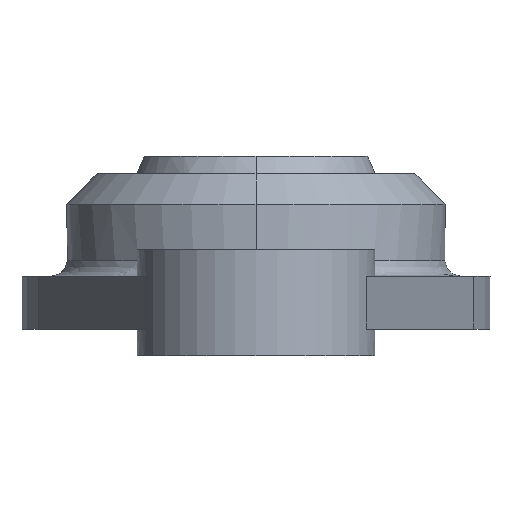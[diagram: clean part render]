
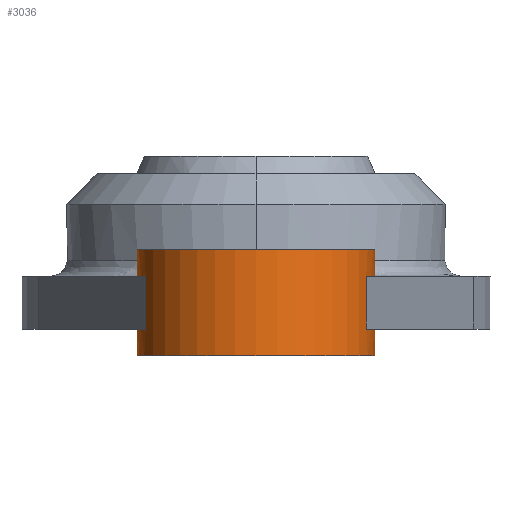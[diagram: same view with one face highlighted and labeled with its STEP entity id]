
A CAD part, left-side view. The second image highlights one B-rep face of the part: STEP entity #3036.
In plain terms, the highlighted cylindrical face has radius 7.85 mm (diameter 15.7 mm), a partial arc.
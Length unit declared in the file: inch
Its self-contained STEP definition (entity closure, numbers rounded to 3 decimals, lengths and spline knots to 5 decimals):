
#1 = DIRECTION ( 'NONE',  ( 1., 0., 0. ) ) ;
#140 = DIRECTION ( 'NONE',  ( 1., 0., 0. ) ) ;
#150 = LINE ( 'NONE', #1656, #2115 ) ;
#176 = DIRECTION ( 'NONE',  ( 0., 0., 1. ) ) ;
#247 = ORIENTED_EDGE ( 'NONE', *, *, #1899, .F. ) ;
#251 = EDGE_CURVE ( 'NONE', #1973, #746, #788, .T. ) ;
#256 = VECTOR ( 'NONE', #2454, 39.37008 ) ;
#310 = LINE ( 'NONE', #1625, #2163 ) ;
#325 = CARTESIAN_POINT ( 'NONE',  ( -0.80709, 0., 0. ) ) ;
#335 = EDGE_CURVE ( 'NONE', #2293, #625, #2813, .T. ) ;
#400 = ORIENTED_EDGE ( 'NONE', *, *, #1204, .F. ) ;
#404 = CARTESIAN_POINT ( 'NONE',  ( -0.80709, 0.30906, 0. ) ) ;
#408 = EDGE_CURVE ( 'NONE', #1409, #2205, #2773, .T. ) ;
#410 = CARTESIAN_POINT ( 'NONE',  ( -0.80709, 0.30906, 0.20669 ) ) ;
#581 = CARTESIAN_POINT ( 'NONE',  ( -0.80709, 0., 0.0689 ) ) ;
#582 = CIRCLE ( 'NONE', #690, 0.30906 ) ;
#597 = ORIENTED_EDGE ( 'NONE', *, *, #251, .F. ) ;
#601 = DIRECTION ( 'NONE',  ( 0., 0., 1. ) ) ;
#625 = VERTEX_POINT ( 'NONE', #2683 ) ;
#690 = AXIS2_PLACEMENT_3D ( 'NONE', #325, #2508, #2544 ) ;
#746 = VERTEX_POINT ( 'NONE', #1327 ) ;
#754 = VERTEX_POINT ( 'NONE', #910 ) ;
#788 = CIRCLE ( 'NONE', #3032, 0.30906 ) ;
#827 = ORIENTED_EDGE ( 'NONE', *, *, #2072, .F. ) ;
#836 = ORIENTED_EDGE ( 'NONE', *, *, #2312, .T. ) ;
#851 = EDGE_CURVE ( 'NONE', #1973, #2293, #150, .T. ) ;
#910 = CARTESIAN_POINT ( 'NONE',  ( -0.92242, 0.28673, 0.20669 ) ) ;
#919 = LINE ( 'NONE', #1509, #256 ) ;
#921 = FACE_OUTER_BOUND ( 'NONE', #1892, .T. ) ;
#926 = CIRCLE ( 'NONE', #1617, 0.30906 ) ;
#936 = VERTEX_POINT ( 'NONE', #1396 ) ;
#986 = VERTEX_POINT ( 'NONE', #2908 ) ;
#1013 = CARTESIAN_POINT ( 'NONE',  ( -0.80709, 0.30906, 0. ) ) ;
#1035 = CARTESIAN_POINT ( 'NONE',  ( -0.80709, 0., 0.0689 ) ) ;
#1131 = VERTEX_POINT ( 'NONE', #2258 ) ;
#1184 = DIRECTION ( 'NONE',  ( 0., 0., 1. ) ) ;
#1204 = EDGE_CURVE ( 'NONE', #2205, #936, #926, .T. ) ;
#1219 = CIRCLE ( 'NONE', #1990, 0.30906 ) ;
#1253 = VERTEX_POINT ( 'NONE', #2668 ) ;
#1317 = LINE ( 'NONE', #1886, #2955 ) ;
#1327 = CARTESIAN_POINT ( 'NONE',  ( -0.80709, -0.30906, 0.0689 ) ) ;
#1333 = ORIENTED_EDGE ( 'NONE', *, *, #3069, .T. ) ;
#1342 = DIRECTION ( 'NONE',  ( 1., 0., 0. ) ) ;
#1348 = DIRECTION ( 'NONE',  ( 0., 0., 1. ) ) ;
#1379 = DIRECTION ( 'NONE',  ( 0., 0., 1. ) ) ;
#1396 = CARTESIAN_POINT ( 'NONE',  ( -0.92242, 0.28673, 0.0689 ) ) ;
#1409 = VERTEX_POINT ( 'NONE', #1013 ) ;
#1454 = DIRECTION ( 'NONE',  ( 1., 0., 0. ) ) ;
#1477 = CARTESIAN_POINT ( 'NONE',  ( -0.80709, 0., 0.27559 ) ) ;
#1491 = EDGE_CURVE ( 'NONE', #2647, #754, #1219, .T. ) ;
#1509 = CARTESIAN_POINT ( 'NONE',  ( -0.80709, 0.30906, 0.0689 ) ) ;
#1617 = AXIS2_PLACEMENT_3D ( 'NONE', #2470, #1184, #2395 ) ;
#1625 = CARTESIAN_POINT ( 'NONE',  ( -0.80709, -0.30906, 0. ) ) ;
#1637 = ORIENTED_EDGE ( 'NONE', *, *, #1491, .T. ) ;
#1656 = CARTESIAN_POINT ( 'NONE',  ( -0.92242, -0.28673, 0.0689 ) ) ;
#1713 = ORIENTED_EDGE ( 'NONE', *, *, #335, .T. ) ;
#1821 = AXIS2_PLACEMENT_3D ( 'NONE', #1868, #2343, #140 ) ;
#1868 = CARTESIAN_POINT ( 'NONE',  ( -0.80709, 0., 0.20669 ) ) ;
#1886 = CARTESIAN_POINT ( 'NONE',  ( -0.80709, -0.30906, 0.0689 ) ) ;
#1892 = EDGE_LOOP ( 'NONE', ( #2553, #247, #827, #597, #2808, #1713, #2426, #836, #1333, #1637, #2331, #400 ) ) ;
#1899 = EDGE_CURVE ( 'NONE', #1131, #1409, #582, .T. ) ;
#1973 = VERTEX_POINT ( 'NONE', #2782 ) ;
#1982 = DIRECTION ( 'NONE',  ( 1., 0., 0. ) ) ;
#1990 = AXIS2_PLACEMENT_3D ( 'NONE', #3173, #3180, #1 ) ;
#2071 = DIRECTION ( 'NONE',  ( 0., 0., 1. ) ) ;
#2072 = EDGE_CURVE ( 'NONE', #746, #1131, #310, .T. ) ;
#2115 = VECTOR ( 'NONE', #176, 39.37008 ) ;
#2128 = VECTOR ( 'NONE', #1348, 39.37008 ) ;
#2163 = VECTOR ( 'NONE', #2824, 39.37008 ) ;
#2205 = VERTEX_POINT ( 'NONE', #2893 ) ;
#2207 = CARTESIAN_POINT ( 'NONE',  ( -0.92242, -0.28673, 0.20669 ) ) ;
#2258 = CARTESIAN_POINT ( 'NONE',  ( -0.80709, -0.30906, 0. ) ) ;
#2278 = DIRECTION ( 'NONE',  ( 0., 0., 1. ) ) ;
#2293 = VERTEX_POINT ( 'NONE', #2207 ) ;
#2306 = AXIS2_PLACEMENT_3D ( 'NONE', #1477, #2943, #1454 ) ;
#2312 = EDGE_CURVE ( 'NONE', #1253, #986, #3152, .T. ) ;
#2331 = ORIENTED_EDGE ( 'NONE', *, *, #2507, .F. ) ;
#2343 = DIRECTION ( 'NONE',  ( 0., 0., 1. ) ) ;
#2395 = DIRECTION ( 'NONE',  ( 1., 0., 0. ) ) ;
#2426 = ORIENTED_EDGE ( 'NONE', *, *, #2564, .T. ) ;
#2454 = DIRECTION ( 'NONE',  ( 0., 0., -1. ) ) ;
#2470 = CARTESIAN_POINT ( 'NONE',  ( -0.80709, 0., 0.0689 ) ) ;
#2507 = EDGE_CURVE ( 'NONE', #936, #754, #2562, .T. ) ;
#2508 = DIRECTION ( 'NONE',  ( 0., 0., -1. ) ) ;
#2544 = DIRECTION ( 'NONE',  ( 1., 0., 0. ) ) ;
#2553 = ORIENTED_EDGE ( 'NONE', *, *, #408, .F. ) ;
#2562 = LINE ( 'NONE', #3062, #3188 ) ;
#2564 = EDGE_CURVE ( 'NONE', #625, #1253, #1317, .T. ) ;
#2585 = AXIS2_PLACEMENT_3D ( 'NONE', #1035, #2278, #1982 ) ;
#2647 = VERTEX_POINT ( 'NONE', #410 ) ;
#2668 = CARTESIAN_POINT ( 'NONE',  ( -0.80709, -0.30906, 0.27559 ) ) ;
#2683 = CARTESIAN_POINT ( 'NONE',  ( -0.80709, -0.30906, 0.20669 ) ) ;
#2773 = LINE ( 'NONE', #404, #2128 ) ;
#2782 = CARTESIAN_POINT ( 'NONE',  ( -0.92242, -0.28673, 0.0689 ) ) ;
#2808 = ORIENTED_EDGE ( 'NONE', *, *, #851, .T. ) ;
#2813 = CIRCLE ( 'NONE', #1821, 0.30906 ) ;
#2824 = DIRECTION ( 'NONE',  ( 0., 0., -1. ) ) ;
#2893 = CARTESIAN_POINT ( 'NONE',  ( -0.80709, 0.30906, 0.0689 ) ) ;
#2908 = CARTESIAN_POINT ( 'NONE',  ( -0.80709, 0.30906, 0.27559 ) ) ;
#2943 = DIRECTION ( 'NONE',  ( 0., 0., -1. ) ) ;
#2955 = VECTOR ( 'NONE', #1379, 39.37008 ) ;
#3029 = CYLINDRICAL_SURFACE ( 'NONE', #2585, 0.30906 ) ;
#3032 = AXIS2_PLACEMENT_3D ( 'NONE', #581, #601, #1342 ) ;
#3036 = ADVANCED_FACE ( 'NONE', ( #921 ), #3029, .T. ) ;
#3062 = CARTESIAN_POINT ( 'NONE',  ( -0.92242, 0.28673, 0.0689 ) ) ;
#3069 = EDGE_CURVE ( 'NONE', #986, #2647, #919, .T. ) ;
#3152 = CIRCLE ( 'NONE', #2306, 0.30906 ) ;
#3173 = CARTESIAN_POINT ( 'NONE',  ( -0.80709, 0., 0.20669 ) ) ;
#3180 = DIRECTION ( 'NONE',  ( 0., 0., 1. ) ) ;
#3188 = VECTOR ( 'NONE', #2071, 39.37008 ) ;
